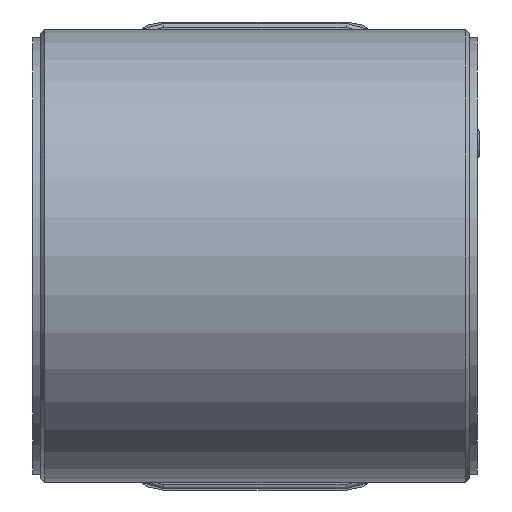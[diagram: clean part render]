
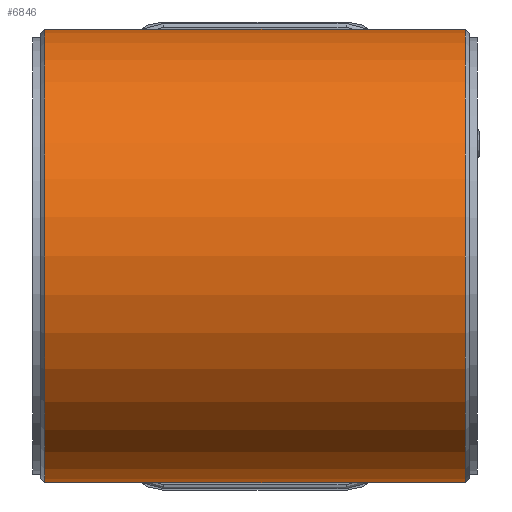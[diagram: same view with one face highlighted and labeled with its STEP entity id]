
A CAD part, front view. The second image highlights one B-rep face of the part: STEP entity #6846.
In plain terms, the highlighted cylindrical face has radius 56 mm (diameter 112 mm), a full revolution.
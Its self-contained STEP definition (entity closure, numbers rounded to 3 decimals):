
#62=FACE_BOUND('',#1136,.T.);
#63=FACE_BOUND('',#1137,.T.);
#263=CIRCLE('',#7383,56.);
#264=CIRCLE('',#7384,56.);
#354=CYLINDRICAL_SURFACE('',#7382,56.);
#399=B_SPLINE_CURVE_WITH_KNOTS('',3,(#11555,#11556,#11557,#11558,#11559,
#11560,#11561,#11562,#11563,#11564,#11565,#11566,#11567,#11568,#11569,#11570,
#11571,#11572,#11573,#11574,#11575,#11576,#11577,#11578,#11579,#11580,#11581,
#11582,#11583,#11584,#11585,#11586,#11587,#11588,#11589,#11590,#11591,#11592,
#11593,#11594,#11595,#11596,#11597,#11598,#11599,#11600,#11601,#11602,#11603,
#11604),.UNSPECIFIED.,.T.,.F.,(4,2,2,2,2,2,2,2,2,2,2,2,2,2,2,2,2,2,2,2,
2,2,2,2,4),(-9.089,-8.804,-8.52,-7.952,
-7.384,-7.1,-6.816,-6.532,
-6.248,-5.68,-5.112,-4.828,-4.544,
-4.26,-3.976,-3.408,-2.84,
-2.556,-2.272,-1.988,-1.704,
-1.136,-0.568,-0.284,0.),
 .UNSPECIFIED.);
#752=FACE_OUTER_BOUND('',#1135,.T.);
#1135=EDGE_LOOP('',(#5860));
#1136=EDGE_LOOP('',(#5861));
#1137=EDGE_LOOP('',(#5862));
#3135=VERTEX_POINT('',#11554);
#3136=VERTEX_POINT('',#11606);
#3137=VERTEX_POINT('',#11608);
#4046=EDGE_CURVE('',#3135,#3135,#399,.T.);
#4047=EDGE_CURVE('',#3136,#3136,#263,.T.);
#4048=EDGE_CURVE('',#3137,#3137,#264,.T.);
#5860=ORIENTED_EDGE('',*,*,#4047,.F.);
#5861=ORIENTED_EDGE('',*,*,#4048,.T.);
#5862=ORIENTED_EDGE('',*,*,#4046,.F.);
#6846=ADVANCED_FACE('',(#752,#62,#63),#354,.T.);
#7382=AXIS2_PLACEMENT_3D('',#11605,#9107,#9108);
#7383=AXIS2_PLACEMENT_3D('',#11607,#9109,#9110);
#7384=AXIS2_PLACEMENT_3D('',#11609,#9111,#9112);
#9107=DIRECTION('center_axis',(1.,0.,0.));
#9108=DIRECTION('ref_axis',(0.,0.,-1.));
#9109=DIRECTION('center_axis',(1.,0.,0.));
#9110=DIRECTION('ref_axis',(0.,0.,-1.));
#9111=DIRECTION('center_axis',(1.,0.,0.));
#9112=DIRECTION('ref_axis',(0.,0.,-1.));
#11554=CARTESIAN_POINT('',(15.,56.,0.));
#11555=CARTESIAN_POINT('Ctrl Pts',(0.,53.954,
15.));
#11556=CARTESIAN_POINT('Ctrl Pts',(0.947,53.954,15.));
#11557=CARTESIAN_POINT('Ctrl Pts',(1.924,53.979,14.909));
#11558=CARTESIAN_POINT('Ctrl Pts',(3.866,54.083,14.527));
#11559=CARTESIAN_POINT('Ctrl Pts',(4.83,54.162,14.236));
#11560=CARTESIAN_POINT('Ctrl Pts',(7.599,54.455,13.086));
#11561=CARTESIAN_POINT('Ctrl Pts',(9.28,54.73,11.933));
#11562=CARTESIAN_POINT('Ctrl Pts',(11.933,55.242,9.28));
#11563=CARTESIAN_POINT('Ctrl Pts',(13.086,55.513,7.6));
#11564=CARTESIAN_POINT('Ctrl Pts',(14.236,55.799,4.83));
#11565=CARTESIAN_POINT('Ctrl Pts',(14.527,55.875,3.866));
#11566=CARTESIAN_POINT('Ctrl Pts',(14.909,55.975,1.924));
#11567=CARTESIAN_POINT('Ctrl Pts',(15.,56.,0.947));
#11568=CARTESIAN_POINT('Ctrl Pts',(15.,56.,-0.947));
#11569=CARTESIAN_POINT('Ctrl Pts',(14.909,55.975,-1.924));
#11570=CARTESIAN_POINT('Ctrl Pts',(14.527,55.875,-3.866));
#11571=CARTESIAN_POINT('Ctrl Pts',(14.236,55.799,-4.83));
#11572=CARTESIAN_POINT('Ctrl Pts',(13.086,55.513,-7.6));
#11573=CARTESIAN_POINT('Ctrl Pts',(11.933,55.242,-9.28));
#11574=CARTESIAN_POINT('Ctrl Pts',(9.28,54.73,-11.933));
#11575=CARTESIAN_POINT('Ctrl Pts',(7.599,54.455,-13.086));
#11576=CARTESIAN_POINT('Ctrl Pts',(4.83,54.162,-14.236));
#11577=CARTESIAN_POINT('Ctrl Pts',(3.866,54.083,-14.527));
#11578=CARTESIAN_POINT('Ctrl Pts',(1.924,53.979,-14.909));
#11579=CARTESIAN_POINT('Ctrl Pts',(0.947,53.954,-15.));
#11580=CARTESIAN_POINT('Ctrl Pts',(-0.947,53.954,
-15.));
#11581=CARTESIAN_POINT('Ctrl Pts',(-1.924,53.979,-14.909));
#11582=CARTESIAN_POINT('Ctrl Pts',(-3.866,54.083,-14.527));
#11583=CARTESIAN_POINT('Ctrl Pts',(-4.83,54.162,-14.236));
#11584=CARTESIAN_POINT('Ctrl Pts',(-7.599,54.455,-13.086));
#11585=CARTESIAN_POINT('Ctrl Pts',(-9.28,54.73,-11.933));
#11586=CARTESIAN_POINT('Ctrl Pts',(-11.933,55.242,-9.28));
#11587=CARTESIAN_POINT('Ctrl Pts',(-13.086,55.513,-7.6));
#11588=CARTESIAN_POINT('Ctrl Pts',(-14.236,55.799,-4.83));
#11589=CARTESIAN_POINT('Ctrl Pts',(-14.527,55.875,-3.866));
#11590=CARTESIAN_POINT('Ctrl Pts',(-14.909,55.975,-1.924));
#11591=CARTESIAN_POINT('Ctrl Pts',(-15.,56.,-0.947));
#11592=CARTESIAN_POINT('Ctrl Pts',(-15.,56.,0.947));
#11593=CARTESIAN_POINT('Ctrl Pts',(-14.909,55.975,1.924));
#11594=CARTESIAN_POINT('Ctrl Pts',(-14.527,55.875,3.866));
#11595=CARTESIAN_POINT('Ctrl Pts',(-14.236,55.799,4.83));
#11596=CARTESIAN_POINT('Ctrl Pts',(-13.086,55.513,7.6));
#11597=CARTESIAN_POINT('Ctrl Pts',(-11.933,55.242,9.28));
#11598=CARTESIAN_POINT('Ctrl Pts',(-9.28,54.73,11.933));
#11599=CARTESIAN_POINT('Ctrl Pts',(-7.599,54.455,13.086));
#11600=CARTESIAN_POINT('Ctrl Pts',(-4.83,54.162,14.236));
#11601=CARTESIAN_POINT('Ctrl Pts',(-3.866,54.083,14.527));
#11602=CARTESIAN_POINT('Ctrl Pts',(-1.924,53.979,14.909));
#11603=CARTESIAN_POINT('Ctrl Pts',(-0.947,53.954,
15.));
#11604=CARTESIAN_POINT('Ctrl Pts',(0.,53.954,15.));
#11605=CARTESIAN_POINT('Origin',(-53.,0.,0.));
#11606=CARTESIAN_POINT('',(52.,0.,-56.));
#11607=CARTESIAN_POINT('Origin',(52.,0.,0.));
#11608=CARTESIAN_POINT('',(-52.,0.,-56.));
#11609=CARTESIAN_POINT('Origin',(-52.,0.,0.));
